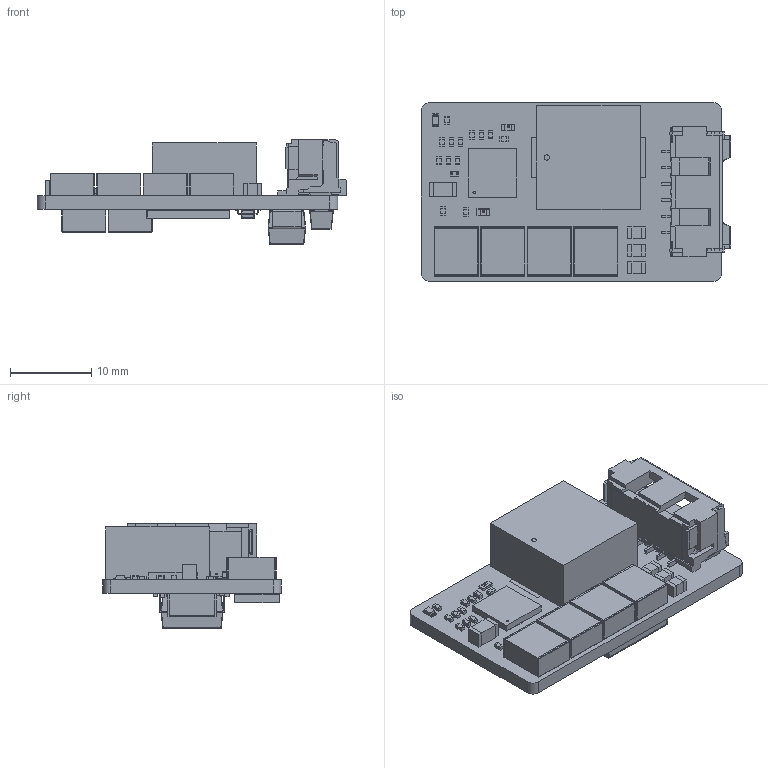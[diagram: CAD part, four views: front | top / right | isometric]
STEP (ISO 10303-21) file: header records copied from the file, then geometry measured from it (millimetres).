
FILE_DESCRIPTION(('Open CASCADE Model'),'2;1');
FILE_NAME('Open CASCADE Shape Model','2024-08-12T17:47:35',('Author'),( 'Open CASCADE'),'Open CASCADE STEP processor 7.5','Open CASCADE 7.5' ,'Unknown');
FILE_SCHEMA(('AUTOMOTIVE_DESIGN { 1 0 10303 214 1 1 1 1 }'));
Length unit declared in the file: millimetre
Products named in the file (96): PCB; BoardARK_12S_Power_Module; Open CASCADE STEP translator 7.5 1.1.1; R19ARK_12S_Power_Module; 7120163024; Extruded; 7120162784; R18ARK_12S_Power_Module; R17ARK_12S_Power_Module; R16ARK_12S_Power_Module; 7120162384; 7120162144; R15ARK_12S_Power_Module; R14ARK_12S_Power_Module; C26ARK_12S_Power_Module; 0402 cap; C25ARK_12S_Power_Module; SW3dPS-0603 SMD Capacitor; C24ARK_12S_Power_Module; 7113066048; Body; Open CASCADE STEP translator 6.8 3.1.1; Lead; C23ARK_12S_Power_Module; D2ARK_12S_Power_Module; 7113061888; Open CASCADE STEP translator 6.8 2.1.1; lead; U3ARK_12S_Power_Module; 7057019424; Leader; U2ARK_12S_Power_Module; 7113056688; U1ARK_12S_Power_Module; SOP10P50_300X490X110L55X22N; R13ARK_12S_Power_Module; R11ARK_12S_Power_Module; R10ARK_12S_Power_Module; R9ARK_12S_Power_Module; R8ARK_12S_Power_Module ...
Assembly tree (165 placements, depth 5):
  PCB
    BoardARK_12S_Power_Module
      Open CASCADE STEP translator 7.5 1.1.1
    R19ARK_12S_Power_Module
      7120163024  x2
        Extruded
      7120162784
        Extruded
    R18ARK_12S_Power_Module
      7120163024  x2
        Extruded
      7120162784
        Extruded
    R17ARK_12S_Power_Module
      7120163024  x2
        Extruded
      7120162784
        Extruded
    R16ARK_12S_Power_Module
      7120162384  x2
        Extruded
      7120162144
        Extruded
    R15ARK_12S_Power_Module
      7120163024  x2
        Extruded
      7120162784
        Extruded
    R14ARK_12S_Power_Module
      7120163024  x2
        Extruded
      7120162784
        Extruded
    C26ARK_12S_Power_Module
      0402 cap
    C25ARK_12S_Power_Module
      SW3dPS-0603 SMD Capacitor
    C24ARK_12S_Power_Module
      7113066048
        Body
          Open CASCADE STEP translator 6.8 3.1.1
        Lead  x2
    C23ARK_12S_Power_Module
      SW3dPS-0603 SMD Capacitor
    D2ARK_12S_Power_Module
      7113061888
        Body
          Open CASCADE STEP translator 6.8 2.1.1
        lead  x2
    U3ARK_12S_Power_Module
      7057019424
        Body
          Open CASCADE STEP translator 6.8 2.1.1
        Leader  x5
    U2ARK_12S_Power_Module
      7113056688
    U1ARK_12S_Power_Module
      SOP10P50_300X490X110L55X22N
    R13ARK_12S_Power_Module
      7120163024  x2
Bounding box: 38.1 x 22 x 12.88 mm (x, y, z)
Volume: 3658 mm3; surface area: 5683.6 mm2
Topology: 158 solids, 158 shells, 2785 faces, 6557 edges, 3914 vertices
Faces by surface type: plane 1827, cylinder 566, sphere 216, bspline 176
Full cylindrical faces by diameter (mm): 0.3 x1, 0.64 x1
Entity records: 54511 total; most frequent: CARTESIAN_POINT 12120, ORIENTED_EDGE 7510, DIRECTION 7290, EDGE_CURVE 3755, LINE 3222, VECTOR 3222, VERTEX_POINT 2362, AXIS2_PLACEMENT_3D 2034
